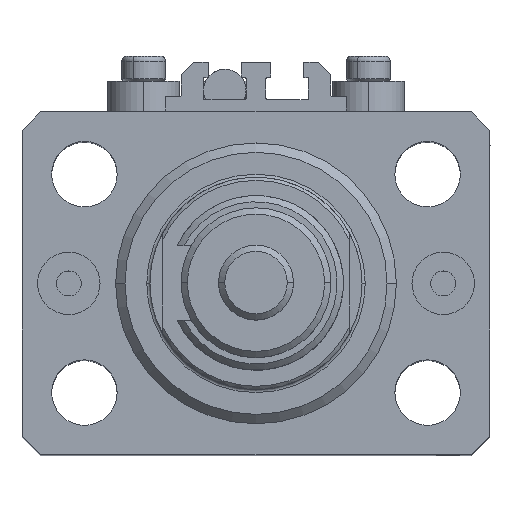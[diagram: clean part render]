
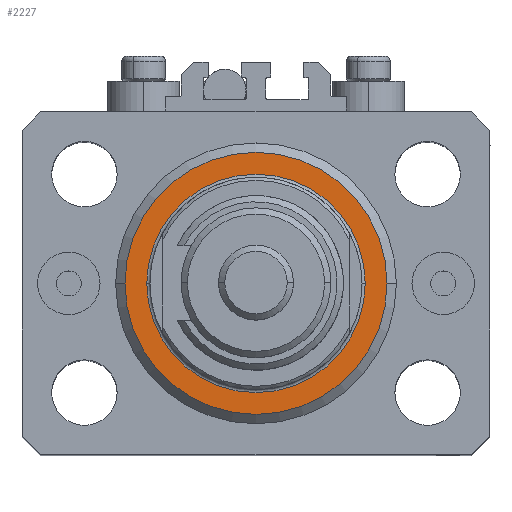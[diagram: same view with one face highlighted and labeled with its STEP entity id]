
A CAD part, top view. The second image highlights one B-rep face of the part: STEP entity #2227.
In plain terms, the highlighted face is planar.
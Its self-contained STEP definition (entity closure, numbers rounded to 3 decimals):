
#89 = CARTESIAN_POINT ( 'NONE',  ( 0., 0., 0. ) ) ;
#702 = CARTESIAN_POINT ( 'NONE',  ( 0., 0., 0. ) ) ;
#1538 = CARTESIAN_POINT ( 'NONE',  ( 0., 0., 0. ) ) ;
#2227 = ADVANCED_FACE ( 'NONE', ( #6502, #26777 ), #14944, .F. ) ;
#4188 = DIRECTION ( 'NONE',  ( 1., 0., 0. ) ) ;
#4236 = DIRECTION ( 'NONE',  ( 1., 0., 0. ) ) ;
#4620 = ORIENTED_EDGE ( 'NONE', *, *, #41704, .T. ) ;
#6502 = FACE_BOUND ( 'NONE', #30931, .T. ) ;
#7684 = ORIENTED_EDGE ( 'NONE', *, *, #47768, .T. ) ;
#7975 = EDGE_CURVE ( 'NONE', #15455, #46947, #26033, .T. ) ;
#12840 = DIRECTION ( 'NONE',  ( 1., 0., 0. ) ) ;
#13823 = CARTESIAN_POINT ( 'NONE',  ( -17.5, 0., 0. ) ) ;
#13922 = DIRECTION ( 'NONE',  ( 0., 0., 1. ) ) ;
#14562 = AXIS2_PLACEMENT_3D ( 'NONE', #19650, #35322, #4236 ) ;
#14944 = PLANE ( 'NONE',  #31517 ) ;
#15240 = CARTESIAN_POINT ( 'NONE',  ( 17.5, 0., 0. ) ) ;
#15455 = VERTEX_POINT ( 'NONE', #13823 ) ;
#18797 = ORIENTED_EDGE ( 'NONE', *, *, #7975, .T. ) ;
#19096 = DIRECTION ( 'NONE',  ( 0., 0., 1. ) ) ;
#19650 = CARTESIAN_POINT ( 'NONE',  ( 0., 0., 0. ) ) ;
#22403 = CARTESIAN_POINT ( 'NONE',  ( 0., 0., 0. ) ) ;
#22915 = DIRECTION ( 'NONE',  ( 1., 0., 0. ) ) ;
#26033 = CIRCLE ( 'NONE', #14562, 17.5 ) ;
#26777 = FACE_OUTER_BOUND ( 'NONE', #41368, .T. ) ;
#28993 = CARTESIAN_POINT ( 'NONE',  ( 21., 0., 0. ) ) ;
#30931 = EDGE_LOOP ( 'NONE', ( #7684, #18797 ) ) ;
#31517 = AXIS2_PLACEMENT_3D ( 'NONE', #22403, #13922, #22915 ) ;
#33106 = CIRCLE ( 'NONE', #45456, 17.5 ) ;
#34004 = CARTESIAN_POINT ( 'NONE',  ( -21., 0., 0. ) ) ;
#34388 = ORIENTED_EDGE ( 'NONE', *, *, #44400, .T. ) ;
#35322 = DIRECTION ( 'NONE',  ( 0., 0., 1. ) ) ;
#36292 = AXIS2_PLACEMENT_3D ( 'NONE', #702, #46979, #39498 ) ;
#39498 = DIRECTION ( 'NONE',  ( 1., 0., 0. ) ) ;
#40280 = VERTEX_POINT ( 'NONE', #34004 ) ;
#41368 = EDGE_LOOP ( 'NONE', ( #4620, #34388 ) ) ;
#41704 = EDGE_CURVE ( 'NONE', #47056, #40280, #47900, .T. ) ;
#44400 = EDGE_CURVE ( 'NONE', #40280, #47056, #47799, .T. ) ;
#45456 = AXIS2_PLACEMENT_3D ( 'NONE', #89, #19096, #4188 ) ;
#46268 = AXIS2_PLACEMENT_3D ( 'NONE', #1538, #49068, #12840 ) ;
#46947 = VERTEX_POINT ( 'NONE', #15240 ) ;
#46979 = DIRECTION ( 'NONE',  ( 0., 0., -1. ) ) ;
#47056 = VERTEX_POINT ( 'NONE', #28993 ) ;
#47768 = EDGE_CURVE ( 'NONE', #46947, #15455, #33106, .T. ) ;
#47799 = CIRCLE ( 'NONE', #36292, 21. ) ;
#47900 = CIRCLE ( 'NONE', #46268, 21. ) ;
#49068 = DIRECTION ( 'NONE',  ( 0., 0., -1. ) ) ;
